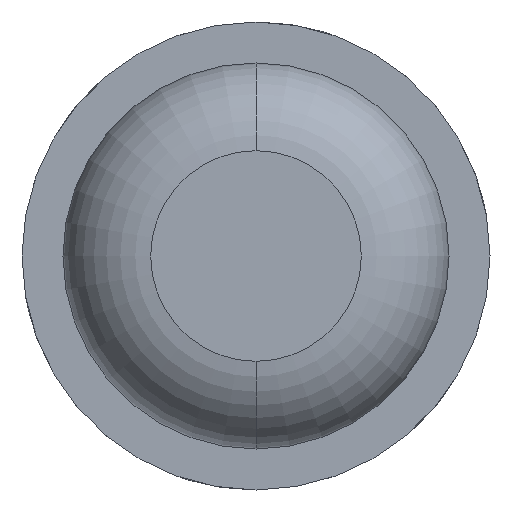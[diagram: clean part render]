
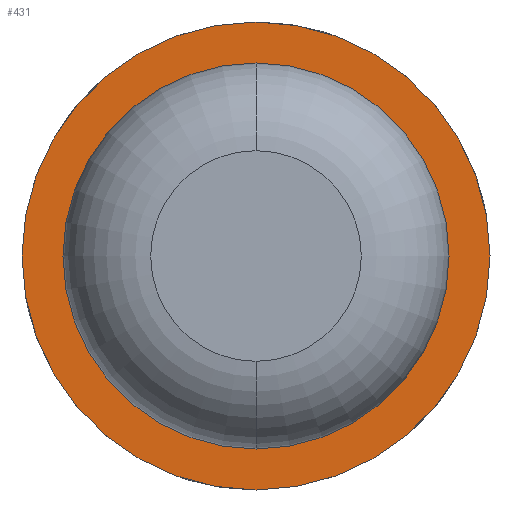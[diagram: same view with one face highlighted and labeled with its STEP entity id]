
A CAD part, front view. The second image highlights one B-rep face of the part: STEP entity #431.
In plain terms, the highlighted planar face has unit normal (0, -1, 0).
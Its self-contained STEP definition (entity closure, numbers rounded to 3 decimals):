
#79 = DIRECTION ( 'NONE',  ( 0., 0., 1. ) ) ;
#206 = DIRECTION ( 'NONE',  ( 0., 0., 1. ) ) ;
#270 = CIRCLE ( 'NONE', #1500, 0.825 ) ;
#357 = CIRCLE ( 'NONE', #1326, 1. ) ;
#366 = VERTEX_POINT ( 'NONE', #2849 ) ;
#372 = CARTESIAN_POINT ( 'NONE',  ( 0., -2., -1. ) ) ;
#428 = FACE_OUTER_BOUND ( 'NONE', #463, .T. ) ;
#431 = ADVANCED_FACE ( 'Defeature ausgef�hrt1_4', ( #428, #506 ), #2113, .F. ) ;
#463 = EDGE_LOOP ( 'NONE', ( #2644, #759 ) ) ;
#465 = AXIS2_PLACEMENT_3D ( 'NONE', #2114, #1097, #1585 ) ;
#506 = FACE_BOUND ( 'NONE', #1543, .T. ) ;
#563 = DIRECTION ( 'NONE',  ( 0., 1., 0. ) ) ;
#636 = CARTESIAN_POINT ( 'NONE',  ( 0., -2., 0.825 ) ) ;
#665 = CIRCLE ( 'NONE', #465, 0.825 ) ;
#737 = DIRECTION ( 'NONE',  ( 0., 1., 0. ) ) ;
#759 = ORIENTED_EDGE ( 'NONE', *, *, #1320, .F. ) ;
#1097 = DIRECTION ( 'NONE',  ( 0., 1., 0. ) ) ;
#1175 = CIRCLE ( 'NONE', #1495, 1. ) ;
#1271 = DIRECTION ( 'NONE',  ( 0., 0., 1. ) ) ;
#1320 = EDGE_CURVE ( 'Defeature ausgef�hrt1_5+Defeature ausgef�hrt1_4+Defeature ausgef�hrt1_4+Defeature ausgef�hrt1_4', #2371, #366, #357, .T. ) ;
#1326 = AXIS2_PLACEMENT_3D ( 'NONE', #3021, #1518, #1271 ) ;
#1360 = EDGE_CURVE ( 'Defeature ausgef�hrt1_5+Defeature ausgef�hrt1_4+Defeature ausgef�hrt1_4+Defeature ausgef�hrt1_4', #366, #2371, #1175, .T. ) ;
#1468 = ORIENTED_EDGE ( 'NONE', *, *, #2801, .T. ) ;
#1495 = AXIS2_PLACEMENT_3D ( 'NONE', #1799, #563, #79 ) ;
#1500 = AXIS2_PLACEMENT_3D ( 'NONE', #1951, #737, #206 ) ;
#1518 = DIRECTION ( 'NONE',  ( 0., 1., 0. ) ) ;
#1543 = EDGE_LOOP ( 'NONE', ( #1468, #2889 ) ) ;
#1585 = DIRECTION ( 'NONE',  ( 0., 0., 1. ) ) ;
#1799 = CARTESIAN_POINT ( 'NONE',  ( 0., -2., 0. ) ) ;
#1951 = CARTESIAN_POINT ( 'NONE',  ( 0., -2., 0. ) ) ;
#2103 = AXIS2_PLACEMENT_3D ( 'NONE', #2364, #2615, #3075 ) ;
#2113 = PLANE ( 'NONE',  #2103 ) ;
#2114 = CARTESIAN_POINT ( 'NONE',  ( 0., -2., 0. ) ) ;
#2237 = CARTESIAN_POINT ( 'NONE',  ( 0., -2., -0.825 ) ) ;
#2359 = VERTEX_POINT ( 'NONE', #636 ) ;
#2364 = CARTESIAN_POINT ( 'NONE',  ( 1., -2., 0. ) ) ;
#2371 = VERTEX_POINT ( 'NONE', #372 ) ;
#2615 = DIRECTION ( 'NONE',  ( 0., 1., 0. ) ) ;
#2644 = ORIENTED_EDGE ( 'NONE', *, *, #1360, .F. ) ;
#2801 = EDGE_CURVE ( 'Defeature ausgef�hrt1_4+Defeature ausgef�hrt1_0+Defeature ausgef�hrt1_0+Defeature ausgef�hrt1_0', #2359, #3110, #665, .T. ) ;
#2849 = CARTESIAN_POINT ( 'NONE',  ( 0., -2., 1. ) ) ;
#2889 = ORIENTED_EDGE ( 'NONE', *, *, #3128, .T. ) ;
#3021 = CARTESIAN_POINT ( 'NONE',  ( 0., -2., 0. ) ) ;
#3075 = DIRECTION ( 'NONE',  ( 0., 0., 1. ) ) ;
#3110 = VERTEX_POINT ( 'NONE', #2237 ) ;
#3128 = EDGE_CURVE ( 'Defeature ausgef�hrt1_4+Defeature ausgef�hrt1_0+Defeature ausgef�hrt1_0+Defeature ausgef�hrt1_0', #3110, #2359, #270, .T. ) ;
